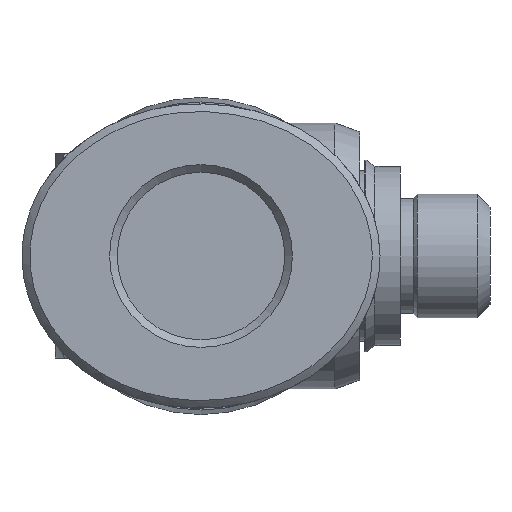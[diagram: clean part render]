
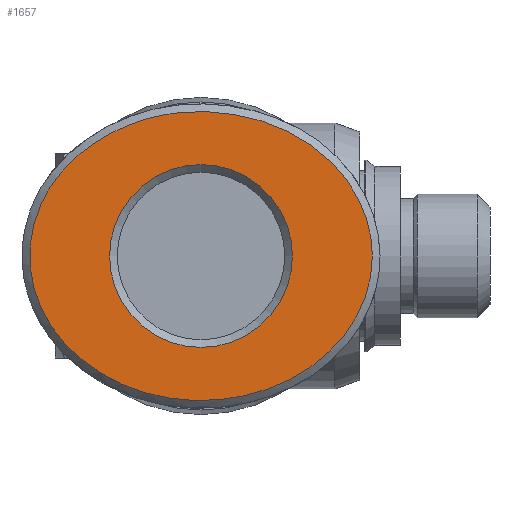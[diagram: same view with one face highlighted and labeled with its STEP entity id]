
A CAD part, front view. The second image highlights one B-rep face of the part: STEP entity #1657.
In plain terms, the highlighted face is planar.
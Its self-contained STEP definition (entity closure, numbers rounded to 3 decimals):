
#1590=CARTESIAN_POINT('',(6.7,5.,0.));
#1591=VERTEX_POINT('',#1590);
#1618=CARTESIAN_POINT('',(6.701,5.,0.));
#1619=CARTESIAN_POINT('',(6.702,5.,0.836));
#1620=CARTESIAN_POINT('',(6.252,5.,2.512));
#1621=CARTESIAN_POINT('',(4.341,5.,4.556));
#1622=CARTESIAN_POINT('',(1.558,5.,5.691));
#1623=CARTESIAN_POINT('',(-2.605,5.,5.717));
#1624=CARTESIAN_POINT('',(-6.337,5.,3.162));
#1625=CARTESIAN_POINT('',(-6.912,5.,-0.307));
#1626=CARTESIAN_POINT('',(-5.768,5.,-3.555));
#1627=CARTESIAN_POINT('',(-1.727,5.,-6.315));
#1628=CARTESIAN_POINT('',(3.725,5.,-5.254));
#1629=CARTESIAN_POINT('',(6.246,5.,-2.506));
#1630=CARTESIAN_POINT('',(6.7,5.,-0.837));
#1631=CARTESIAN_POINT('',(6.701,5.,0.));
#1632=B_SPLINE_CURVE_WITH_KNOTS('',3,(#1618,#1619,#1620,#1621,#1622,#1623,#1624,#1625,#1626,#1627,#1628,#1629,#1630,#1631),.UNSPECIFIED.,.T.,.U.,(4,1,1,1,1,1,1,1,1,1,1,4),(-3.142,-2.693,-2.244,-1.795,-1.346,-0.449,0.15,0.449,1.346,2.244,2.693,3.142),.UNSPECIFIED.);
#1633=EDGE_CURVE('',#1591,#1591,#1632,.T.);
#1638=CARTESIAN_POINT('',(0.,5.0,0.));
#1639=DIRECTION('',(0.0,-1.0,0.0));
#1640=DIRECTION('',(0.0,0.0,-1.0));
#1641=AXIS2_PLACEMENT_3D('',#1638,#1639,#1640);
#1642=PLANE('',#1641);
#1643=ORIENTED_EDGE('',*,*,#1633,.F.);
#1644=EDGE_LOOP('',(#1643));
#1645=FACE_OUTER_BOUND('',#1644,.T.);
#1646=CARTESIAN_POINT('',(3.575,5.,0.));
#1647=VERTEX_POINT('',#1646);
#1648=CARTESIAN_POINT('',(0.,5.0,0.0));
#1649=DIRECTION('',(0.0,1.0,0.0));
#1650=DIRECTION('',(-1.0,0.0,0.0));
#1651=AXIS2_PLACEMENT_3D('',#1648,#1649,#1650);
#1652=CIRCLE('',#1651,3.575);
#1653=EDGE_CURVE('',#1647,#1647,#1652,.T.);
#1654=ORIENTED_EDGE('',*,*,#1653,.F.);
#1655=EDGE_LOOP('',(#1654));
#1656=FACE_BOUND('',#1655,.T.);
#1657=ADVANCED_FACE('',(#1645,#1656),#1642,.F.);
